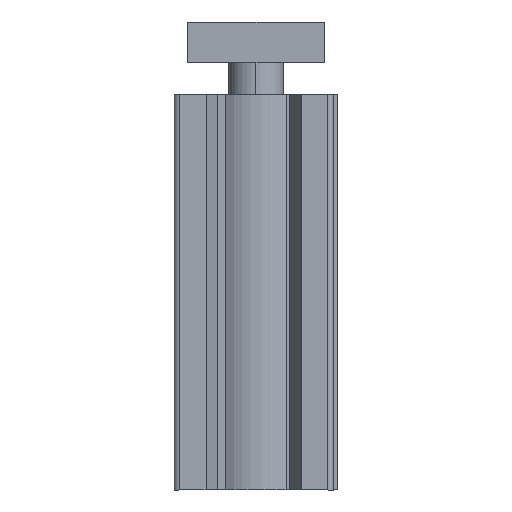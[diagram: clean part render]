
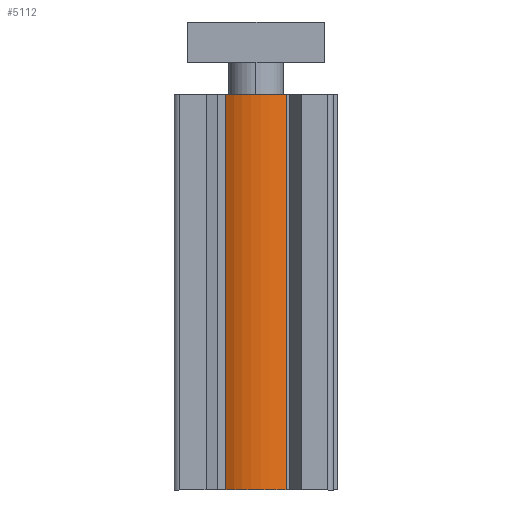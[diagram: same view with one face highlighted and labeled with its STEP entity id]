
A CAD part, left-side view. The second image highlights one B-rep face of the part: STEP entity #5112.
In plain terms, the highlighted cylindrical face has radius 12 mm (diameter 24 mm), a partial arc.
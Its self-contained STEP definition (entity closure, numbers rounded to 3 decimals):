
#83 = ORIENTED_EDGE ( 'NONE', *, *, #1475, .F. ) ;
#481 = CARTESIAN_POINT ( 'NONE',  ( -37., -6.633, 43.5 ) ) ;
#704 = VERTEX_POINT ( 'NONE', #8792 ) ;
#810 = EDGE_CURVE ( 'NONE', #6854, #955, #8839, .T. ) ;
#887 = CARTESIAN_POINT ( 'NONE',  ( -27., 0., -43.5 ) ) ;
#926 = EDGE_CURVE ( 'NONE', #704, #955, #7980, .T. ) ;
#955 = VERTEX_POINT ( 'NONE', #4859 ) ;
#1235 = DIRECTION ( 'NONE',  ( 0., 0., -1. ) ) ;
#1267 = AXIS2_PLACEMENT_3D ( 'NONE', #887, #4815, #1512 ) ;
#1475 = EDGE_CURVE ( 'NONE', #8166, #704, #3969, .T. ) ;
#1498 = DIRECTION ( 'NONE',  ( 1., 0., 0. ) ) ;
#1512 = DIRECTION ( 'NONE',  ( 1., 0., 0. ) ) ;
#1567 = DIRECTION ( 'NONE',  ( 0., 0., 1. ) ) ;
#1631 = CARTESIAN_POINT ( 'NONE',  ( -37., -6.633, -43.5 ) ) ;
#1656 = VECTOR ( 'NONE', #5725, 1000. ) ;
#1861 = LINE ( 'NONE', #1631, #1656 ) ;
#2228 = CARTESIAN_POINT ( 'NONE',  ( -27., 0., -43.5 ) ) ;
#2954 = ORIENTED_EDGE ( 'NONE', *, *, #5489, .T. ) ;
#3215 = CARTESIAN_POINT ( 'NONE',  ( -27., 0., 43.5 ) ) ;
#3727 = AXIS2_PLACEMENT_3D ( 'NONE', #2228, #1567, #4266 ) ;
#3969 = CIRCLE ( 'NONE', #1267, 12. ) ;
#4266 = DIRECTION ( 'NONE',  ( 1., 0., 0. ) ) ;
#4717 = ORIENTED_EDGE ( 'NONE', *, *, #926, .F. ) ;
#4815 = DIRECTION ( 'NONE',  ( 0., 0., -1. ) ) ;
#4859 = CARTESIAN_POINT ( 'NONE',  ( -37., 6.633, 43.5 ) ) ;
#4880 = CYLINDRICAL_SURFACE ( 'NONE', #3727, 12. ) ;
#5101 = FACE_OUTER_BOUND ( 'NONE', #7420, .T. ) ;
#5112 = ADVANCED_FACE ( 'NONE', ( #5101 ), #4880, .T. ) ;
#5489 = EDGE_CURVE ( 'NONE', #8166, #6854, #1861, .T. ) ;
#5725 = DIRECTION ( 'NONE',  ( 0., 0., 1. ) ) ;
#5973 = VECTOR ( 'NONE', #7523, 1000. ) ;
#6132 = AXIS2_PLACEMENT_3D ( 'NONE', #3215, #1235, #1498 ) ;
#6854 = VERTEX_POINT ( 'NONE', #481 ) ;
#6897 = CARTESIAN_POINT ( 'NONE',  ( -37., 6.633, -43.5 ) ) ;
#7420 = EDGE_LOOP ( 'NONE', ( #4717, #83, #2954, #7575 ) ) ;
#7523 = DIRECTION ( 'NONE',  ( 0., 0., 1. ) ) ;
#7575 = ORIENTED_EDGE ( 'NONE', *, *, #810, .T. ) ;
#7980 = LINE ( 'NONE', #6897, #5973 ) ;
#8027 = CARTESIAN_POINT ( 'NONE',  ( -37., -6.633, -43.5 ) ) ;
#8166 = VERTEX_POINT ( 'NONE', #8027 ) ;
#8792 = CARTESIAN_POINT ( 'NONE',  ( -37., 6.633, -43.5 ) ) ;
#8839 = CIRCLE ( 'NONE', #6132, 12. ) ;
